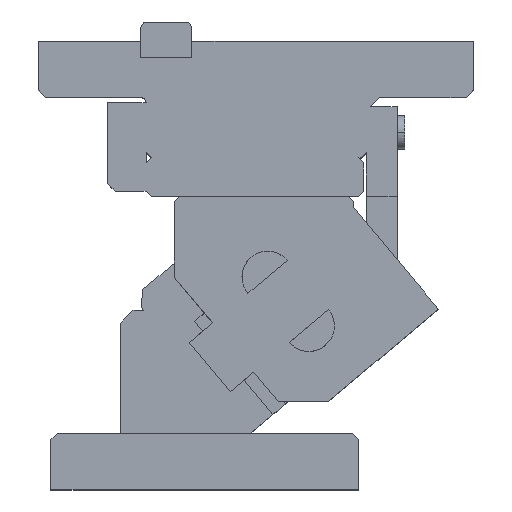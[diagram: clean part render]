
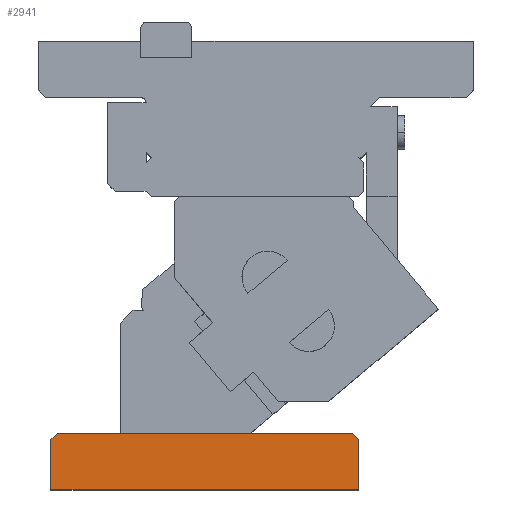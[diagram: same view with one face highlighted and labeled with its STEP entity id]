
A CAD part, top view. The second image highlights one B-rep face of the part: STEP entity #2941.
In plain terms, the highlighted planar face has unit normal (0, 0, 1).
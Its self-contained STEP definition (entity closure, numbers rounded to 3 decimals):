
#2471=CARTESIAN_POINT('Line Origine',(-40.852,-75.378,0.)) ;
#2475=CARTESIAN_POINT('Vertex',(16.748,-75.378,0.)) ;
#2477=CARTESIAN_POINT('Vertex',(-98.452,-75.378,0.)) ;
#2895=CARTESIAN_POINT('Axis2P3D Location',(-40.852,-17.778,0.)) ;
#2900=CARTESIAN_POINT('Line Origine',(-99.652,-76.578,0.)) ;
#2904=CARTESIAN_POINT('Vertex',(-100.852,-77.778,0.)) ;
#2907=CARTESIAN_POINT('Line Origine',(-100.852,-87.578,0.)) ;
#2911=CARTESIAN_POINT('Vertex',(-100.852,-97.378,0.)) ;
#2914=CARTESIAN_POINT('Line Origine',(-40.852,-97.378,0.)) ;
#2918=CARTESIAN_POINT('Vertex',(19.148,-97.378,0.)) ;
#2921=CARTESIAN_POINT('Line Origine',(19.148,-87.578,0.)) ;
#2925=CARTESIAN_POINT('Vertex',(19.148,-77.778,0.)) ;
#2928=CARTESIAN_POINT('Line Origine',(17.948,-76.578,0.)) ;
#2472=DIRECTION('Vector Direction',(-1.,0.,0.)) ;
#2896=DIRECTION('Axis2P3D Direction',(0.,0.,1.)) ;
#2897=DIRECTION('Axis2P3D XDirection',(1.,0.,0.)) ;
#2901=DIRECTION('Vector Direction',(0.707,0.707,0.)) ;
#2908=DIRECTION('Vector Direction',(0.,-1.,0.)) ;
#2915=DIRECTION('Vector Direction',(1.,0.,0.)) ;
#2922=DIRECTION('Vector Direction',(0.,-1.,0.)) ;
#2929=DIRECTION('Vector Direction',(-0.707,0.707,0.)) ;
#2898=AXIS2_PLACEMENT_3D('Plane Axis2P3D',#2895,#2896,#2897) ;
#2934=ORIENTED_EDGE('',*,*,#2906,.F.) ;
#2935=ORIENTED_EDGE('',*,*,#2913,.T.) ;
#2936=ORIENTED_EDGE('',*,*,#2920,.T.) ;
#2937=ORIENTED_EDGE('',*,*,#2927,.F.) ;
#2938=ORIENTED_EDGE('',*,*,#2932,.T.) ;
#2939=ORIENTED_EDGE('',*,*,#2479,.T.) ;
#2473=VECTOR('Line Direction',#2472,1.) ;
#2902=VECTOR('Line Direction',#2901,1.) ;
#2909=VECTOR('Line Direction',#2908,1.) ;
#2916=VECTOR('Line Direction',#2915,1.) ;
#2923=VECTOR('Line Direction',#2922,1.) ;
#2930=VECTOR('Line Direction',#2929,1.) ;
#2941=ADVANCED_FACE('CAM DRIVER',(#2940),#2899,.T.) ;
#2479=EDGE_CURVE('',#2476,#2478,#2474,.T.) ;
#2906=EDGE_CURVE('',#2905,#2478,#2903,.T.) ;
#2913=EDGE_CURVE('',#2905,#2912,#2910,.T.) ;
#2920=EDGE_CURVE('',#2912,#2919,#2917,.T.) ;
#2927=EDGE_CURVE('',#2926,#2919,#2924,.T.) ;
#2932=EDGE_CURVE('',#2926,#2476,#2931,.T.) ;
#2933=EDGE_LOOP('',(#2934,#2935,#2936,#2937,#2938,#2939)) ;
#2940=FACE_OUTER_BOUND('',#2933,.T.) ;
#2474=LINE('Line',#2471,#2473) ;
#2903=LINE('Line',#2900,#2902) ;
#2910=LINE('Line',#2907,#2909) ;
#2917=LINE('Line',#2914,#2916) ;
#2924=LINE('Line',#2921,#2923) ;
#2931=LINE('Line',#2928,#2930) ;
#2899=PLANE('Plane',#2898) ;
#2476=VERTEX_POINT('',#2475) ;
#2478=VERTEX_POINT('',#2477) ;
#2905=VERTEX_POINT('',#2904) ;
#2912=VERTEX_POINT('',#2911) ;
#2919=VERTEX_POINT('',#2918) ;
#2926=VERTEX_POINT('',#2925) ;
